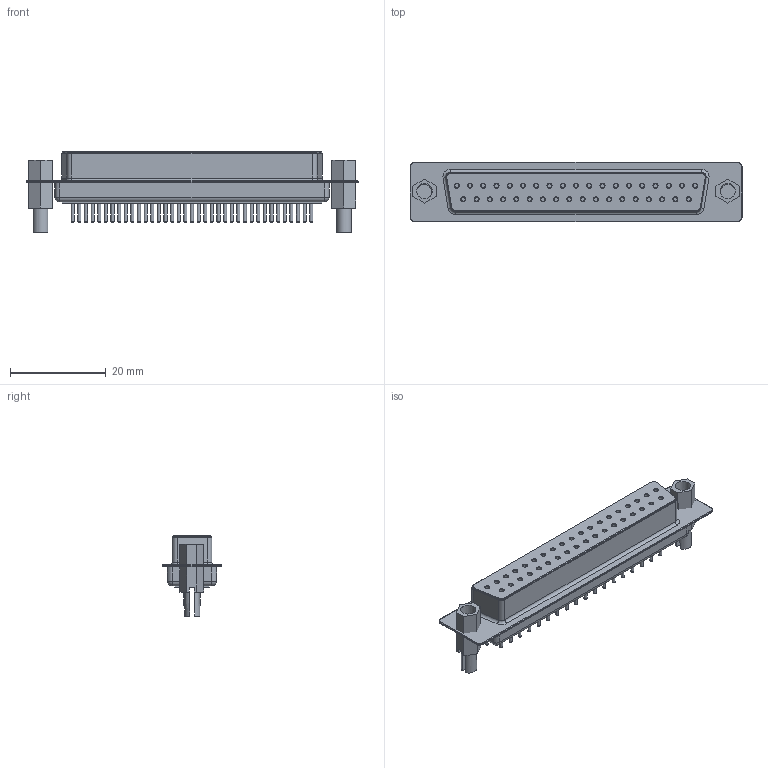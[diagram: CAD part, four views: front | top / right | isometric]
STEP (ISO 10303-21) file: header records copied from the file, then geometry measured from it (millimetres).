
FILE_DESCRIPTION(('STEP AP242'), '1');
FILE_NAME('Ñáîðêà D-SUB37-Ð-Âåð-Ñ', '', ('UNSPECIFIED'), ('UNSPECIFIED'), 'ASCON STEP Converter 1.6', 'ASCON Math Kernel', '');
FILE_SCHEMA(('AP242_MANAGED_MODEL_BASED_3D_ENGINEERING_MIM_LF { 1 0 10303 442 1 1 4 }'));
Length unit declared in the file: millimetre
Products named in the file (3): DSUB-37_Female_Vertical_P2.77x2.84mm
Assembly tree (3 placements, depth 2):
  (unnamed)
    DSUB-37_Female_Vertical_P2.77x2.84mm
    (unnamed)  x2
Bounding box: 69.4 x 12.5 x 16.82 mm (x, y, z)
Volume: 5690.1 mm3; surface area: 5151.7 mm2
Topology: 3 solids, 3 shells, 327 faces, 702 edges, 422 vertices
Faces by surface type: cylinder 118, plane 103, torus 53, cone 45, sphere 4, revolution 4
Full cylindrical faces by diameter (mm): 0.64 x37, 0.853 x37, 3.2 x4
Entity records: 10737 total; most frequent: CARTESIAN_POINT 1672, DIRECTION 1448, ORIENTED_EDGE 996, AXIS2_PLACEMENT_3D 641, EDGE_LOOP 584, EDGE_CURVE 498, VERTEX_POINT 392, CIRCLE 332
